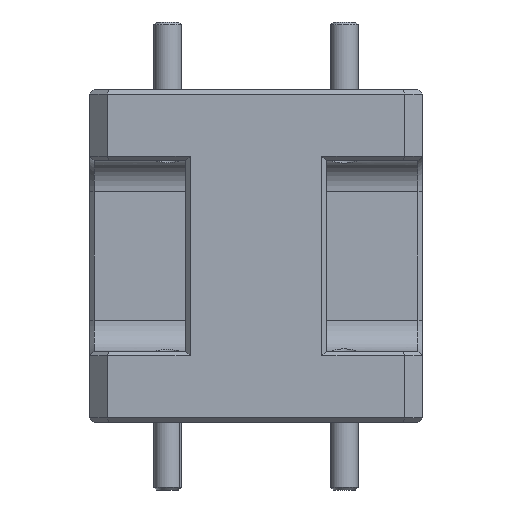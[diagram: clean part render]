
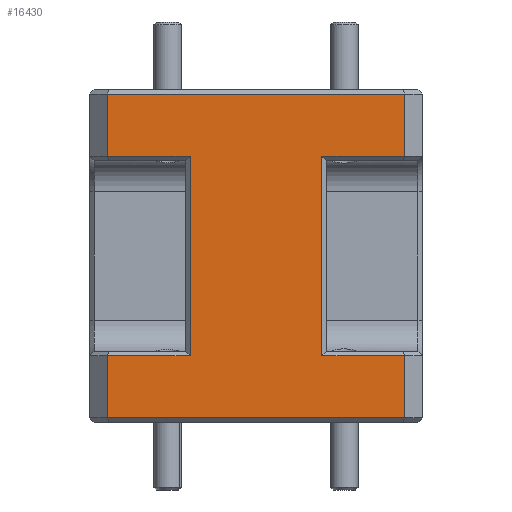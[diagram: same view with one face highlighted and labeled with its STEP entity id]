
A CAD part, left-side view. The second image highlights one B-rep face of the part: STEP entity #16430.
In plain terms, the highlighted planar face has unit normal (-1, 0, 0).
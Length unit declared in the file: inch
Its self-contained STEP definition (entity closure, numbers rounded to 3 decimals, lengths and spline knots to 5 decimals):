
#15 = CARTESIAN_POINT ( 'NONE',  ( -0.375, 0.1485, 0.375 ) ) ;
#150 = EDGE_CURVE ( 'NONE', #7104, #17658, #3184, .T. ) ;
#567 = EDGE_CURVE ( 'NONE', #15422, #16546, #21406, .T. ) ;
#1451 = DIRECTION ( 'NONE',  ( 0., 1., 0. ) ) ;
#1456 = LINE ( 'NONE', #17068, #14563 ) ;
#1609 = FACE_OUTER_BOUND ( 'NONE', #19254, .T. ) ;
#1786 = LINE ( 'NONE', #2038, #20448 ) ;
#1973 = CARTESIAN_POINT ( 'NONE',  ( -0.375, 0.335, -0.225 ) ) ;
#2038 = CARTESIAN_POINT ( 'NONE',  ( -0.375, 0., 0.365 ) ) ;
#2687 = CARTESIAN_POINT ( 'NONE',  ( -0.375, -0.335, -0.365 ) ) ;
#3184 = LINE ( 'NONE', #14675, #21313 ) ;
#3198 = CARTESIAN_POINT ( 'NONE',  ( -0.375, -0.375, -0.225 ) ) ;
#3372 = ORIENTED_EDGE ( 'NONE', *, *, #6224, .T. ) ;
#3388 = VECTOR ( 'NONE', #7262, 39.37008 ) ;
#3412 = CARTESIAN_POINT ( 'NONE',  ( -0.375, 0.335, 0.365 ) ) ;
#3551 = VERTEX_POINT ( 'NONE', #2687 ) ;
#3587 = ORIENTED_EDGE ( 'NONE', *, *, #23860, .T. ) ;
#3945 = CARTESIAN_POINT ( 'NONE',  ( -0.375, 0.335, -0.365 ) ) ;
#4251 = EDGE_CURVE ( 'NONE', #10561, #3551, #9069, .T. ) ;
#4542 = ORIENTED_EDGE ( 'NONE', *, *, #567, .T. ) ;
#4577 = VERTEX_POINT ( 'NONE', #13522 ) ;
#4760 = ORIENTED_EDGE ( 'NONE', *, *, #5343, .T. ) ;
#4778 = LINE ( 'NONE', #18384, #16535 ) ;
#4908 = DIRECTION ( 'NONE',  ( 0., 0., 1. ) ) ;
#5006 = CARTESIAN_POINT ( 'NONE',  ( -0.375, 0., -0.365 ) ) ;
#5343 = EDGE_CURVE ( 'NONE', #17023, #13814, #12779, .T. ) ;
#5555 = DIRECTION ( 'NONE',  ( 0., 1., 0. ) ) ;
#5599 = LINE ( 'NONE', #3198, #3388 ) ;
#6224 = EDGE_CURVE ( 'NONE', #17658, #10470, #1456, .T. ) ;
#6550 = EDGE_CURVE ( 'NONE', #9317, #7104, #1786, .T. ) ;
#7104 = VERTEX_POINT ( 'NONE', #3412 ) ;
#7262 = DIRECTION ( 'NONE',  ( 0., 1., 0. ) ) ;
#7408 = ORIENTED_EDGE ( 'NONE', *, *, #10944, .T. ) ;
#7992 = DIRECTION ( 'NONE',  ( 0., -1., 0. ) ) ;
#8176 = ORIENTED_EDGE ( 'NONE', *, *, #4251, .T. ) ;
#8325 = EDGE_CURVE ( 'NONE', #9866, #15422, #13394, .T. ) ;
#8783 = CARTESIAN_POINT ( 'NONE',  ( -0.375, 0., -0.225 ) ) ;
#8857 = EDGE_CURVE ( 'NONE', #13814, #10561, #18354, .T. ) ;
#9069 = LINE ( 'NONE', #5006, #20258 ) ;
#9317 = VERTEX_POINT ( 'NONE', #22993 ) ;
#9866 = VERTEX_POINT ( 'NONE', #19832 ) ;
#9944 = CARTESIAN_POINT ( 'NONE',  ( -0.375, -0.335, 0.225 ) ) ;
#9998 = CARTESIAN_POINT ( 'NONE',  ( -0.375, -0.1485, 0.375 ) ) ;
#10470 = VERTEX_POINT ( 'NONE', #13674 ) ;
#10561 = VERTEX_POINT ( 'NONE', #3945 ) ;
#10579 = DIRECTION ( 'NONE',  ( 0., 0., -1. ) ) ;
#10696 = CARTESIAN_POINT ( 'NONE',  ( -0.375, 0.335, 0.375 ) ) ;
#10747 = EDGE_CURVE ( 'NONE', #16546, #9317, #16538, .T. ) ;
#10944 = EDGE_CURVE ( 'NONE', #4577, #9866, #5599, .T. ) ;
#11487 = CARTESIAN_POINT ( 'NONE',  ( -0.375, -0.375, 0.225 ) ) ;
#12374 = CARTESIAN_POINT ( 'NONE',  ( -0.375, -0.1485, 0.225 ) ) ;
#12779 = LINE ( 'NONE', #8783, #17702 ) ;
#12783 = DIRECTION ( 'NONE',  ( 0., -1., 0. ) ) ;
#12959 = ORIENTED_EDGE ( 'NONE', *, *, #17355, .T. ) ;
#13103 = CARTESIAN_POINT ( 'NONE',  ( -0.375, 0.1485, -0.225 ) ) ;
#13186 = ORIENTED_EDGE ( 'NONE', *, *, #8325, .T. ) ;
#13386 = VECTOR ( 'NONE', #7992, 39.37008 ) ;
#13394 = LINE ( 'NONE', #9998, #23797 ) ;
#13507 = DIRECTION ( 'NONE',  ( 0., 0., 1. ) ) ;
#13522 = CARTESIAN_POINT ( 'NONE',  ( -0.375, -0.335, -0.225 ) ) ;
#13580 = DIRECTION ( 'NONE',  ( 0., 0., -1. ) ) ;
#13674 = CARTESIAN_POINT ( 'NONE',  ( -0.375, 0.1485, 0.225 ) ) ;
#13814 = VERTEX_POINT ( 'NONE', #1973 ) ;
#13834 = DIRECTION ( 'NONE',  ( 0., 1., 0. ) ) ;
#13909 = ORIENTED_EDGE ( 'NONE', *, *, #10747, .T. ) ;
#14563 = VECTOR ( 'NONE', #12783, 39.37008 ) ;
#14659 = CARTESIAN_POINT ( 'NONE',  ( -0.375, -0.335, 0.375 ) ) ;
#14675 = CARTESIAN_POINT ( 'NONE',  ( -0.375, 0.335, 0.375 ) ) ;
#14788 = DIRECTION ( 'NONE',  ( 0., 0., 1. ) ) ;
#15106 = PLANE ( 'NONE',  #18738 ) ;
#15422 = VERTEX_POINT ( 'NONE', #12374 ) ;
#16430 = ADVANCED_FACE ( 'NONE', ( #1609 ), #15106, .F. ) ;
#16535 = VECTOR ( 'NONE', #4908, 39.37008 ) ;
#16538 = LINE ( 'NONE', #14659, #23144 ) ;
#16546 = VERTEX_POINT ( 'NONE', #9944 ) ;
#16706 = ORIENTED_EDGE ( 'NONE', *, *, #150, .T. ) ;
#17023 = VERTEX_POINT ( 'NONE', #13103 ) ;
#17068 = CARTESIAN_POINT ( 'NONE',  ( -0.375, 0., 0.225 ) ) ;
#17355 = EDGE_CURVE ( 'NONE', #10470, #17023, #23156, .T. ) ;
#17658 = VERTEX_POINT ( 'NONE', #21070 ) ;
#17702 = VECTOR ( 'NONE', #1451, 39.37008 ) ;
#18354 = LINE ( 'NONE', #10696, #20950 ) ;
#18384 = CARTESIAN_POINT ( 'NONE',  ( -0.375, -0.335, -0.215 ) ) ;
#18738 = AXIS2_PLACEMENT_3D ( 'NONE', #21358, #21730, #13834 ) ;
#19254 = EDGE_LOOP ( 'NONE', ( #8176, #3587, #7408, #13186, #4542, #13909, #23016, #16706, #3372, #12959, #4760, #20021 ) ) ;
#19832 = CARTESIAN_POINT ( 'NONE',  ( -0.375, -0.1485, -0.225 ) ) ;
#20021 = ORIENTED_EDGE ( 'NONE', *, *, #8857, .T. ) ;
#20258 = VECTOR ( 'NONE', #22646, 39.37008 ) ;
#20412 = DIRECTION ( 'NONE',  ( 0., 0., -1. ) ) ;
#20448 = VECTOR ( 'NONE', #5555, 39.37008 ) ;
#20950 = VECTOR ( 'NONE', #10579, 39.37008 ) ;
#21070 = CARTESIAN_POINT ( 'NONE',  ( -0.375, 0.335, 0.225 ) ) ;
#21313 = VECTOR ( 'NONE', #20412, 39.37008 ) ;
#21358 = CARTESIAN_POINT ( 'NONE',  ( -0.375, 0., 0.375 ) ) ;
#21406 = LINE ( 'NONE', #11487, #13386 ) ;
#21730 = DIRECTION ( 'NONE',  ( 1., 0., 0. ) ) ;
#22398 = VECTOR ( 'NONE', #13580, 39.37008 ) ;
#22646 = DIRECTION ( 'NONE',  ( 0., -1., 0. ) ) ;
#22993 = CARTESIAN_POINT ( 'NONE',  ( -0.375, -0.335, 0.365 ) ) ;
#23016 = ORIENTED_EDGE ( 'NONE', *, *, #6550, .T. ) ;
#23144 = VECTOR ( 'NONE', #14788, 39.37008 ) ;
#23156 = LINE ( 'NONE', #15, #22398 ) ;
#23797 = VECTOR ( 'NONE', #13507, 39.37008 ) ;
#23860 = EDGE_CURVE ( 'NONE', #3551, #4577, #4778, .T. ) ;
